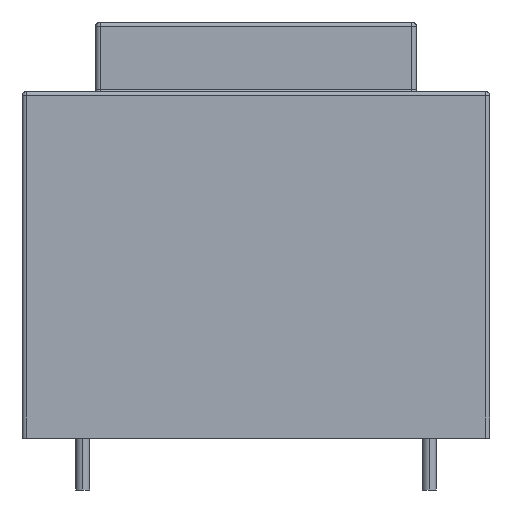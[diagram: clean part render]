
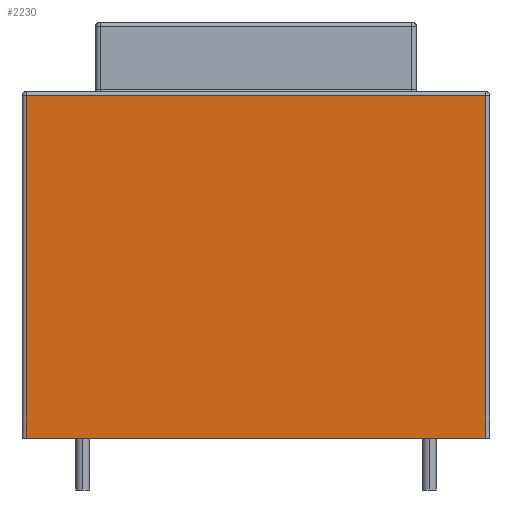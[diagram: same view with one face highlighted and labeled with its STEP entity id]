
A CAD part, left-side view. The second image highlights one B-rep face of the part: STEP entity #2230.
In plain terms, the highlighted planar face has unit normal (-1, 0, 0).
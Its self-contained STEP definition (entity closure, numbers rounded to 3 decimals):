
#810 = CARTESIAN_POINT ( 'NONE',  ( -16., 13.25, 0.01 ) ) ;
#863 = VECTOR ( 'NONE', #1926, 1000. ) ;
#906 = CARTESIAN_POINT ( 'NONE',  ( -16., 13.25, 19.76 ) ) ;
#1027 = ORIENTED_EDGE ( 'NONE', *, *, #5300, .T. ) ;
#1110 = EDGE_LOOP ( 'NONE', ( #2763, #5117, #1027, #1835 ) ) ;
#1216 = CARTESIAN_POINT ( 'NONE',  ( -16., 13.5, 19.76 ) ) ;
#1220 = VECTOR ( 'NONE', #1608, 1000. ) ;
#1500 = LINE ( 'NONE', #3559, #863 ) ;
#1608 = DIRECTION ( 'NONE',  ( 0., 0., -1. ) ) ;
#1769 = EDGE_CURVE ( 'NONE', #2950, #2775, #1500, .T. ) ;
#1835 = ORIENTED_EDGE ( 'NONE', *, *, #3929, .F. ) ;
#1926 = DIRECTION ( 'NONE',  ( 0., 0., 1. ) ) ;
#2191 = LINE ( 'NONE', #1216, #3009 ) ;
#2230 = ADVANCED_FACE ( 'NONE', ( #4591 ), #2785, .F. ) ;
#2534 = CARTESIAN_POINT ( 'NONE',  ( -16., -13.25, 19.76 ) ) ;
#2575 = VECTOR ( 'NONE', #3498, 1000. ) ;
#2608 = DIRECTION ( 'NONE',  ( 0., -1., 0. ) ) ;
#2620 = CARTESIAN_POINT ( 'NONE',  ( -16., 0., 0.01 ) ) ;
#2763 = ORIENTED_EDGE ( 'NONE', *, *, #3541, .F. ) ;
#2775 = VERTEX_POINT ( 'NONE', #906 ) ;
#2785 = PLANE ( 'NONE',  #3187 ) ;
#2823 = CARTESIAN_POINT ( 'NONE',  ( -16., -13.25, 0.01 ) ) ;
#2950 = VERTEX_POINT ( 'NONE', #810 ) ;
#3009 = VECTOR ( 'NONE', #2608, 1000. ) ;
#3187 = AXIS2_PLACEMENT_3D ( 'NONE', #4169, #5358, #4116 ) ;
#3498 = DIRECTION ( 'NONE',  ( 0., -1., 0. ) ) ;
#3508 = VERTEX_POINT ( 'NONE', #4586 ) ;
#3541 = EDGE_CURVE ( 'NONE', #2775, #4914, #2191, .T. ) ;
#3559 = CARTESIAN_POINT ( 'NONE',  ( -16., 13.25, 0.01 ) ) ;
#3929 = EDGE_CURVE ( 'NONE', #4914, #3508, #4571, .T. ) ;
#3966 = LINE ( 'NONE', #2620, #2575 ) ;
#4116 = DIRECTION ( 'NONE',  ( 0., 0., -1. ) ) ;
#4169 = CARTESIAN_POINT ( 'NONE',  ( -16., 13.5, 0.01 ) ) ;
#4571 = LINE ( 'NONE', #2823, #1220 ) ;
#4586 = CARTESIAN_POINT ( 'NONE',  ( -16., -13.25, 0.01 ) ) ;
#4591 = FACE_OUTER_BOUND ( 'NONE', #1110, .T. ) ;
#4914 = VERTEX_POINT ( 'NONE', #2534 ) ;
#5117 = ORIENTED_EDGE ( 'NONE', *, *, #1769, .F. ) ;
#5300 = EDGE_CURVE ( 'NONE', #2950, #3508, #3966, .T. ) ;
#5358 = DIRECTION ( 'NONE',  ( 1., 0., 0. ) ) ;
